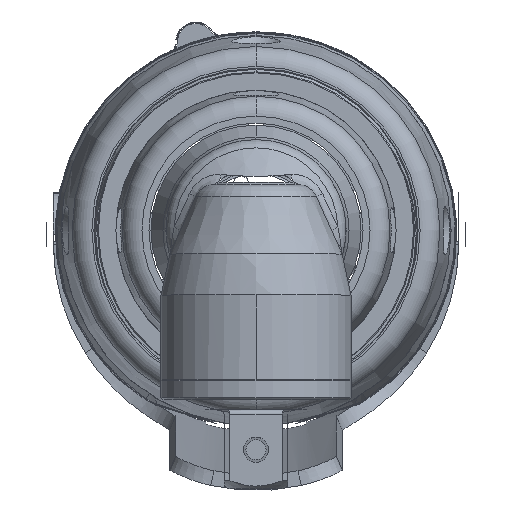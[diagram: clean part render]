
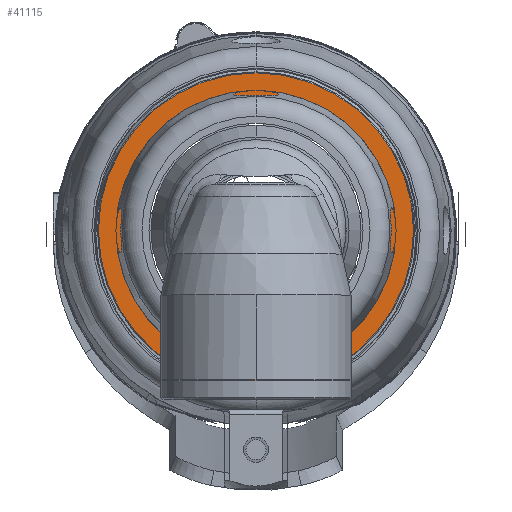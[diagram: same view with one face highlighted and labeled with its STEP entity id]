
A CAD part, top view. The second image highlights one B-rep face of the part: STEP entity #41115.
In plain terms, the highlighted planar face has unit normal (0, 0, 1).
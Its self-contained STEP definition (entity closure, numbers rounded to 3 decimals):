
#41048=CARTESIAN_POINT('',(0.,0.,9.525));
#41049=DIRECTION('',(0.,0.,1.));
#41050=DIRECTION('',(0.,-1.,0.));
#41051=AXIS2_PLACEMENT_3D('',#41048,#41049,#41050);
#41053=CARTESIAN_POINT('',(0.,0.,9.525));
#41054=DIRECTION('',(0.,0.,1.));
#41055=DIRECTION('',(0.,1.,0.));
#41056=AXIS2_PLACEMENT_3D('',#41053,#41054,#41055);
#41058=CARTESIAN_POINT('',(0.,0.,
9.525));
#41059=DIRECTION('',(0.,0.,1.));
#41060=DIRECTION('',(0.,1.,0.));
#41061=AXIS2_PLACEMENT_3D('',#41058,#41059,#41060);
#41063=CARTESIAN_POINT('',(0.,0.,
9.525));
#41064=DIRECTION('',(0.,0.,1.));
#41065=DIRECTION('',(0.,-1.,0.));
#41066=AXIS2_PLACEMENT_3D('',#41063,#41064,#41065);
#41086=CARTESIAN_POINT('',(0.,12.25,9.525));
#41087=CARTESIAN_POINT('',(0.,-12.25,9.525));
#41088=VERTEX_POINT('',#41086);
#41089=VERTEX_POINT('',#41087);
#41090=CARTESIAN_POINT('',(0.,15.75,9.525));
#41091=CARTESIAN_POINT('',(0.,-15.75,9.525));
#41092=VERTEX_POINT('',#41090);
#41093=VERTEX_POINT('',#41091);
#41098=CARTESIAN_POINT('',(0.,0.,9.525));
#41099=DIRECTION('',(0.,0.,-1.));
#41100=DIRECTION('',(0.,-1.,0.));
#41101=AXIS2_PLACEMENT_3D('',#41098,#41099,#41100);
#41102=PLANE('',#41101);
#41104=ORIENTED_EDGE('',*,*,#41103,.F.);
#41106=ORIENTED_EDGE('',*,*,#41105,.F.);
#41107=EDGE_LOOP('',(#41104,#41106));
#41108=FACE_OUTER_BOUND('',#41107,.F.);
#41110=ORIENTED_EDGE('',*,*,#41109,.T.);
#41112=ORIENTED_EDGE('',*,*,#41111,.T.);
#41113=EDGE_LOOP('',(#41110,#41112));
#41114=FACE_BOUND('',#41113,.F.);
#41115=ADVANCED_FACE('',(#41108,#41114),#41102,.F.);
#41052=CIRCLE('',#41051,12.25);
#41057=CIRCLE('',#41056,12.25);
#41062=CIRCLE('',#41061,15.75);
#41067=CIRCLE('',#41066,15.75);
#41103=EDGE_CURVE('',#41092,#41093,#41062,.T.);
#41105=EDGE_CURVE('',#41093,#41092,#41067,.T.);
#41109=EDGE_CURVE('',#41089,#41088,#41052,.T.);
#41111=EDGE_CURVE('',#41088,#41089,#41057,.T.);
